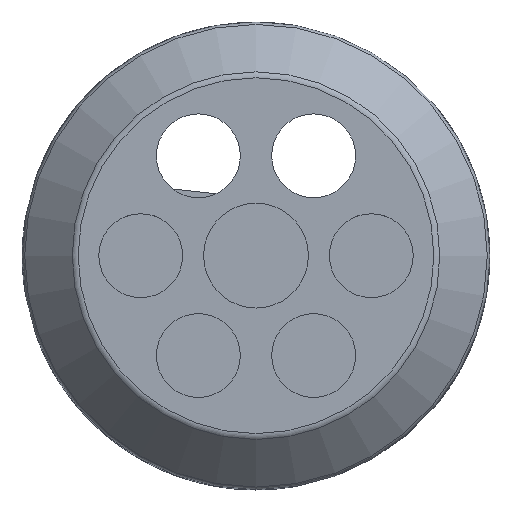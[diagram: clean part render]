
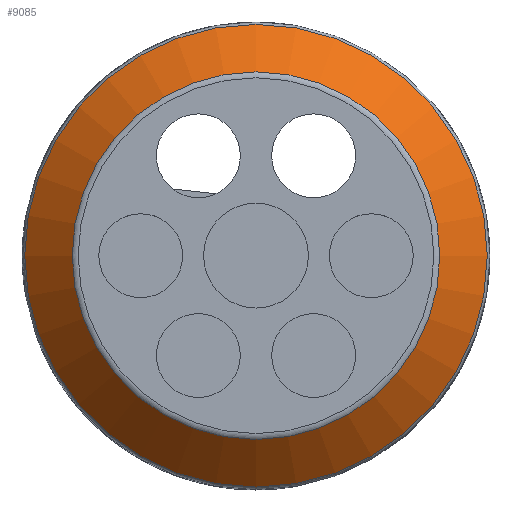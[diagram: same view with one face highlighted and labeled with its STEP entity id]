
A CAD part, top view. The second image highlights one B-rep face of the part: STEP entity #9085.
In plain terms, the highlighted conical face has half-angle 45 degrees and reference radius 19.8 mm.
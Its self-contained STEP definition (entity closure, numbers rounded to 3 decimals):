
#15=CONICAL_SURFACE('',#9788,19.8,0.785);
#749=CIRCLE('',#9783,17.534);
#753=CIRCLE('',#9787,17.534);
#754=CIRCLE('',#9789,22.066);
#755=CIRCLE('',#9790,22.066);
#977=FACE_OUTER_BOUND('',#1536,.T.);
#1536=EDGE_LOOP('',(#6626,#6627,#6628,#6629,#6630,#6631));
#2545=LINE('',#16157,#3167);
#3167=VECTOR('',#10852,19.8);
#4078=VERTEX_POINT('',#16144);
#4079=VERTEX_POINT('',#16145);
#4082=VERTEX_POINT('',#16154);
#4083=VERTEX_POINT('',#16155);
#5078=EDGE_CURVE('',#4078,#4079,#749,.T.);
#5082=EDGE_CURVE('',#4079,#4078,#753,.T.);
#5083=EDGE_CURVE('',#4082,#4083,#754,.T.);
#5084=EDGE_CURVE('',#4082,#4078,#2545,.T.);
#5085=EDGE_CURVE('',#4083,#4082,#755,.T.);
#6626=ORIENTED_EDGE('',*,*,#5083,.F.);
#6627=ORIENTED_EDGE('',*,*,#5084,.T.);
#6628=ORIENTED_EDGE('',*,*,#5082,.F.);
#6629=ORIENTED_EDGE('',*,*,#5078,.F.);
#6630=ORIENTED_EDGE('',*,*,#5084,.F.);
#6631=ORIENTED_EDGE('',*,*,#5085,.F.);
#9085=ADVANCED_FACE('',(#977),#15,.T.);
#9783=AXIS2_PLACEMENT_3D('',#16146,#10838,#10839);
#9787=AXIS2_PLACEMENT_3D('',#16152,#10846,#10847);
#9788=AXIS2_PLACEMENT_3D('',#16153,#10848,#10849);
#9789=AXIS2_PLACEMENT_3D('',#16156,#10850,#10851);
#9790=AXIS2_PLACEMENT_3D('',#16158,#10853,#10854);
#10838=DIRECTION('center_axis',(0.,0.,
1.));
#10839=DIRECTION('ref_axis',(0.,-1.,0.));
#10846=DIRECTION('center_axis',(0.,0.,
1.));
#10847=DIRECTION('ref_axis',(0.,-1.,0.));
#10848=DIRECTION('center_axis',(0.,0.,-1.));
#10849=DIRECTION('ref_axis',(0.,-1.,0.));
#10850=DIRECTION('center_axis',(0.,0.,
-1.));
#10851=DIRECTION('ref_axis',(0.,-1.,0.));
#10852=DIRECTION('',(0.,-0.707,0.707));
#10853=DIRECTION('center_axis',(0.,0.,
-1.));
#10854=DIRECTION('ref_axis',(0.,-1.,0.));
#16144=CARTESIAN_POINT('',(0.,17.534,59.566));
#16145=CARTESIAN_POINT('',(17.534,0.,59.566));
#16146=CARTESIAN_POINT('Origin',(0.,0.,
59.566));
#16152=CARTESIAN_POINT('Origin',(0.,0.,
59.566));
#16153=CARTESIAN_POINT('Origin',(0.,0.,
57.3));
#16154=CARTESIAN_POINT('',(0.,22.066,55.034));
#16155=CARTESIAN_POINT('',(-22.066,0.,55.034));
#16156=CARTESIAN_POINT('Origin',(0.,0.,
55.034));
#16157=CARTESIAN_POINT('',(0.,19.8,57.3));
#16158=CARTESIAN_POINT('Origin',(0.,0.,
55.034));
